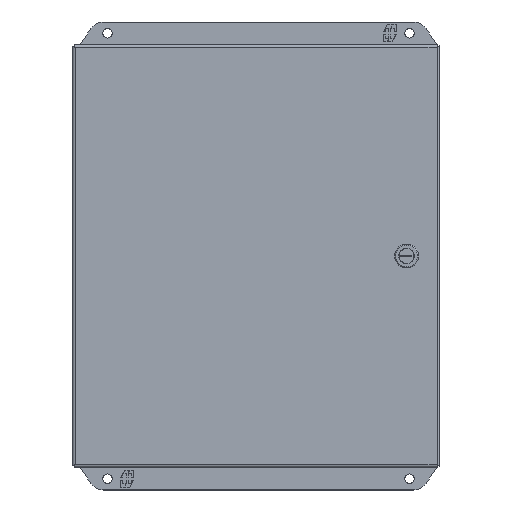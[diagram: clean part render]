
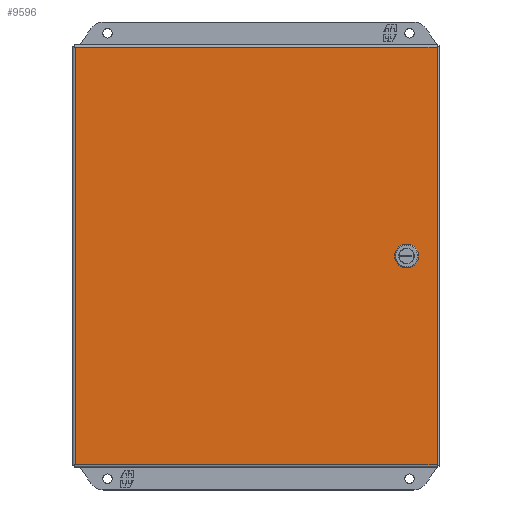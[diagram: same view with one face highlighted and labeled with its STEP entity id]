
A CAD part, front view. The second image highlights one B-rep face of the part: STEP entity #9596.
In plain terms, the highlighted planar face has unit normal (0, -1, 0).
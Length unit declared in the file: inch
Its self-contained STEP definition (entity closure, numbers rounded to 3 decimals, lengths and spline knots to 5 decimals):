
#78 = DIRECTION ( 'NONE',  ( 0., 0., -1. ) ) ;
#679 = VERTEX_POINT ( 'NONE', #19741 ) ;
#730 = ORIENTED_EDGE ( 'NONE', *, *, #8000, .F. ) ;
#1601 = LINE ( 'NONE', #11304, #6084 ) ;
#1960 = LINE ( 'NONE', #15908, #6817 ) ;
#2390 = VERTEX_POINT ( 'NONE', #22489 ) ;
#2397 = DIRECTION ( 'NONE',  ( -0.707, 0., -0.707 ) ) ;
#2500 = CARTESIAN_POINT ( 'NONE',  ( 4.98226, -8.61133, 0.331 ) ) ;
#2662 = LINE ( 'NONE', #11847, #14952 ) ;
#3322 = ORIENTED_EDGE ( 'NONE', *, *, #22208, .F. ) ;
#3579 = ORIENTED_EDGE ( 'NONE', *, *, #8287, .F. ) ;
#3733 = VERTEX_POINT ( 'NONE', #16478 ) ;
#3879 = PLANE ( 'NONE',  #19422 ) ;
#3901 = EDGE_CURVE ( 'NONE', #7467, #11784, #10035, .T. ) ;
#3922 = ORIENTED_EDGE ( 'NONE', *, *, #22914, .T. ) ;
#4096 = EDGE_CURVE ( 'NONE', #679, #5064, #1601, .T. ) ;
#5064 = VERTEX_POINT ( 'NONE', #22877 ) ;
#5393 = EDGE_CURVE ( 'NONE', #18444, #7467, #19828, .T. ) ;
#5403 = CARTESIAN_POINT ( 'NONE',  ( -6.07332, -8.61133, 6.914 ) ) ;
#5859 = VECTOR ( 'NONE', #2397, 39.37008 ) ;
#6084 = VECTOR ( 'NONE', #14812, 39.37008 ) ;
#6586 = VECTOR ( 'NONE', #23151, 39.37008 ) ;
#6650 = CARTESIAN_POINT ( 'NONE',  ( -6.07332, -8.61133, -6.914 ) ) ;
#6817 = VECTOR ( 'NONE', #21466, 39.37008 ) ;
#7401 = LINE ( 'NONE', #24652, #22926 ) ;
#7467 = VERTEX_POINT ( 'NONE', #5403 ) ;
#8000 = EDGE_CURVE ( 'NONE', #8991, #17791, #2662, .T. ) ;
#8167 = ORIENTED_EDGE ( 'NONE', *, *, #11708, .F. ) ;
#8287 = EDGE_CURVE ( 'NONE', #22487, #13281, #8402, .T. ) ;
#8402 = LINE ( 'NONE', #23271, #20193 ) ;
#8405 = EDGE_CURVE ( 'NONE', #3733, #679, #18847, .T. ) ;
#8991 = VERTEX_POINT ( 'NONE', #24342 ) ;
#9262 = EDGE_LOOP ( 'NONE', ( #17967, #3322, #3579, #8167, #730, #23610, #14476, #15937 ) ) ;
#9418 = CARTESIAN_POINT ( 'NONE',  ( 4.98226, -8.61133, -0.331 ) ) ;
#9596 = ADVANCED_FACE ( 'NONE', ( #22876, #23005 ), #3879, .T. ) ;
#9759 = VERTEX_POINT ( 'NONE', #14170 ) ;
#9774 = DIRECTION ( 'NONE',  ( 0., -1., 0. ) ) ;
#10035 = LINE ( 'NONE', #18348, #22155 ) ;
#10343 = CARTESIAN_POINT ( 'NONE',  ( 4.57568, -8.61133, 0.07559 ) ) ;
#10606 = CARTESIAN_POINT ( 'NONE',  ( 4.57568, -8.61133, -0.07559 ) ) ;
#11304 = CARTESIAN_POINT ( 'NONE',  ( 5.23768, -8.61133, -0.07559 ) ) ;
#11691 = LINE ( 'NONE', #2500, #6586 ) ;
#11708 = EDGE_CURVE ( 'NONE', #17791, #22487, #19907, .T. ) ;
#11784 = VERTEX_POINT ( 'NONE', #23669 ) ;
#11847 = CARTESIAN_POINT ( 'NONE',  ( 4.83109, -8.61133, 0.331 ) ) ;
#12403 = CARTESIAN_POINT ( 'NONE',  ( -6.07332, -8.61133, 6.914 ) ) ;
#12636 = DIRECTION ( 'NONE',  ( 0., 0., 1. ) ) ;
#13281 = VERTEX_POINT ( 'NONE', #10606 ) ;
#13833 = DIRECTION ( 'NONE',  ( 0., 0., -1. ) ) ;
#14169 = VECTOR ( 'NONE', #14543, 39.37008 ) ;
#14170 = CARTESIAN_POINT ( 'NONE',  ( 5.23768, -8.61133, 0.07559 ) ) ;
#14476 = ORIENTED_EDGE ( 'NONE', *, *, #21395, .F. ) ;
#14543 = DIRECTION ( 'NONE',  ( -1., 0., 0. ) ) ;
#14586 = VECTOR ( 'NONE', #20997, 39.37008 ) ;
#14686 = ORIENTED_EDGE ( 'NONE', *, *, #5393, .T. ) ;
#14812 = DIRECTION ( 'NONE',  ( 0.707, 0., 0.707 ) ) ;
#14952 = VECTOR ( 'NONE', #19514, 39.37008 ) ;
#15908 = CARTESIAN_POINT ( 'NONE',  ( 5.23768, -8.61133, 0.07559 ) ) ;
#15937 = ORIENTED_EDGE ( 'NONE', *, *, #4096, .F. ) ;
#15983 = EDGE_LOOP ( 'NONE', ( #3922, #14686, #23434, #19559 ) ) ;
#16266 = CARTESIAN_POINT ( 'NONE',  ( 5.91268, -8.61133, -6.914 ) ) ;
#16427 = VECTOR ( 'NONE', #20480, 39.37008 ) ;
#16478 = CARTESIAN_POINT ( 'NONE',  ( 4.83109, -8.61133, -0.331 ) ) ;
#17311 = DIRECTION ( 'NONE',  ( 0.707, 0., -0.707 ) ) ;
#17447 = CARTESIAN_POINT ( 'NONE',  ( -6.07332, -8.61133, -6.914 ) ) ;
#17629 = EDGE_CURVE ( 'NONE', #9759, #8991, #11691, .T. ) ;
#17791 = VERTEX_POINT ( 'NONE', #21745 ) ;
#17967 = ORIENTED_EDGE ( 'NONE', *, *, #8405, .F. ) ;
#18077 = LINE ( 'NONE', #6650, #16427 ) ;
#18109 = VECTOR ( 'NONE', #12636, 39.37008 ) ;
#18348 = CARTESIAN_POINT ( 'NONE',  ( -6.07332, -8.61133, -6.914 ) ) ;
#18444 = VERTEX_POINT ( 'NONE', #19763 ) ;
#18847 = LINE ( 'NONE', #9418, #14586 ) ;
#19422 = AXIS2_PLACEMENT_3D ( 'NONE', #17447, #9774, #78 ) ;
#19514 = DIRECTION ( 'NONE',  ( -1., 0., 0. ) ) ;
#19559 = ORIENTED_EDGE ( 'NONE', *, *, #21157, .T. ) ;
#19741 = CARTESIAN_POINT ( 'NONE',  ( 4.98226, -8.61133, -0.331 ) ) ;
#19763 = CARTESIAN_POINT ( 'NONE',  ( 5.91268, -8.61133, 6.914 ) ) ;
#19828 = LINE ( 'NONE', #12403, #14169 ) ;
#19907 = LINE ( 'NONE', #10343, #5859 ) ;
#20193 = VECTOR ( 'NONE', #13833, 39.37008 ) ;
#20480 = DIRECTION ( 'NONE',  ( 1., 0., 0. ) ) ;
#20997 = DIRECTION ( 'NONE',  ( 1., 0., 0. ) ) ;
#21157 = EDGE_CURVE ( 'NONE', #11784, #2390, #18077, .T. ) ;
#21395 = EDGE_CURVE ( 'NONE', #5064, #9759, #1960, .T. ) ;
#21466 = DIRECTION ( 'NONE',  ( 0., 0., 1. ) ) ;
#21745 = CARTESIAN_POINT ( 'NONE',  ( 4.83109, -8.61133, 0.331 ) ) ;
#22002 = DIRECTION ( 'NONE',  ( 0., 0., -1. ) ) ;
#22155 = VECTOR ( 'NONE', #22002, 39.37008 ) ;
#22202 = LINE ( 'NONE', #16266, #18109 ) ;
#22208 = EDGE_CURVE ( 'NONE', #13281, #3733, #7401, .T. ) ;
#22487 = VERTEX_POINT ( 'NONE', #24240 ) ;
#22489 = CARTESIAN_POINT ( 'NONE',  ( 5.91268, -8.61133, -6.914 ) ) ;
#22876 = FACE_BOUND ( 'NONE', #9262, .T. ) ;
#22877 = CARTESIAN_POINT ( 'NONE',  ( 5.23768, -8.61133, -0.07559 ) ) ;
#22914 = EDGE_CURVE ( 'NONE', #2390, #18444, #22202, .T. ) ;
#22926 = VECTOR ( 'NONE', #17311, 39.37008 ) ;
#23005 = FACE_OUTER_BOUND ( 'NONE', #15983, .T. ) ;
#23151 = DIRECTION ( 'NONE',  ( -0.707, 0., 0.707 ) ) ;
#23271 = CARTESIAN_POINT ( 'NONE',  ( 4.57568, -8.61133, -0.07559 ) ) ;
#23434 = ORIENTED_EDGE ( 'NONE', *, *, #3901, .T. ) ;
#23610 = ORIENTED_EDGE ( 'NONE', *, *, #17629, .F. ) ;
#23669 = CARTESIAN_POINT ( 'NONE',  ( -6.07332, -8.61133, -6.914 ) ) ;
#24240 = CARTESIAN_POINT ( 'NONE',  ( 4.57568, -8.61133, 0.07559 ) ) ;
#24342 = CARTESIAN_POINT ( 'NONE',  ( 4.98226, -8.61133, 0.331 ) ) ;
#24652 = CARTESIAN_POINT ( 'NONE',  ( 4.83109, -8.61133, -0.331 ) ) ;
